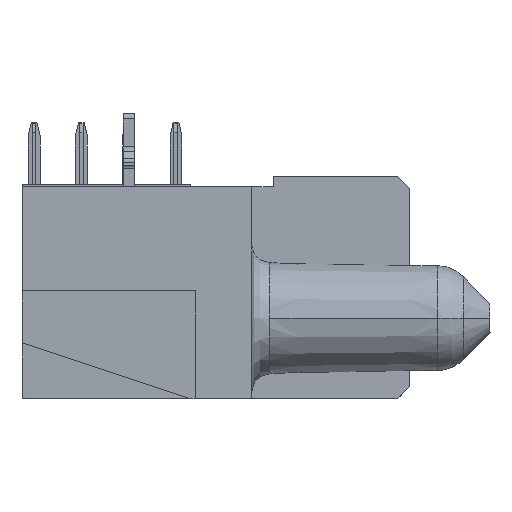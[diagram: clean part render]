
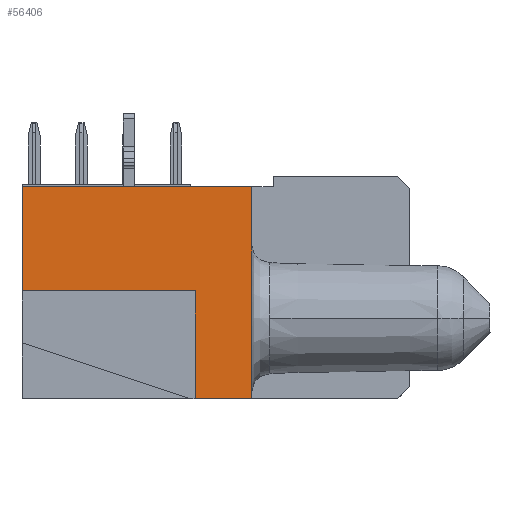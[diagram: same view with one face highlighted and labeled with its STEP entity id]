
A CAD part, left-side view. The second image highlights one B-rep face of the part: STEP entity #56406.
In plain terms, the highlighted planar face has unit normal (-1, 0, 0).
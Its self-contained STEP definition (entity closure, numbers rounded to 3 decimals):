
#50914=CARTESIAN_POINT('',(7.62,11.53,-5.97));
#50915=VERTEX_POINT('',#50914);
#50922=CARTESIAN_POINT('',(7.62,11.53,-0.18));
#50923=VERTEX_POINT('',#50922);
#50924=CARTESIAN_POINT('',(7.62,11.53,-5.97));
#50925=DIRECTION('',(0.,0.,1.));
#50926=VECTOR('',#50925,5.79);
#50927=LINE('',#50924,#50926);
#50928=EDGE_CURVE('',#50915,#50923,#50927,.T.);
#56207=CARTESIAN_POINT('',(7.62,8.5,5.41));
#56208=VERTEX_POINT('',#56207);
#56209=CARTESIAN_POINT('',(7.62,8.5,-5.97));
#56210=VERTEX_POINT('',#56209);
#56211=CARTESIAN_POINT('',(7.62,8.5,5.41));
#56212=DIRECTION('',(0.,0.,-1.));
#56213=VECTOR('',#56212,11.38);
#56214=LINE('',#56211,#56213);
#56215=EDGE_CURVE('',#56208,#56210,#56214,.T.);
#56369=CARTESIAN_POINT('',(7.62,20.83,-5.97));
#56370=DIRECTION('',(0.,-1.,0.));
#56371=DIRECTION('',(-1.,0.,0.));
#56372=AXIS2_PLACEMENT_3D('',#56369,#56371,#56370);
#56373=PLANE('',#56372);
#56374=CARTESIAN_POINT('',(7.62,20.83,-0.18));
#56375=VERTEX_POINT('',#56374);
#56376=CARTESIAN_POINT('',(7.62,20.83,5.41));
#56377=VERTEX_POINT('',#56376);
#56378=CARTESIAN_POINT('',(7.62,20.83,-0.18));
#56379=DIRECTION('',(0.,0.,1.));
#56380=VECTOR('',#56379,5.59);
#56381=LINE('',#56378,#56380);
#56382=EDGE_CURVE('',#56375,#56377,#56381,.T.);
#56383=ORIENTED_EDGE('',*,*,#56382,.F.);
#56384=CARTESIAN_POINT('',(7.62,20.83,-0.18));
#56385=DIRECTION('',(0.,-1.,0.));
#56386=VECTOR('',#56385,9.3);
#56387=LINE('',#56384,#56386);
#56388=EDGE_CURVE('',#56375,#50923,#56387,.T.);
#56389=ORIENTED_EDGE('',*,*,#56388,.T.);
#56390=ORIENTED_EDGE('',*,*,#50928,.F.);
#56391=CARTESIAN_POINT('',(7.62,8.5,-5.97));
#56392=DIRECTION('',(0.,1.,0.));
#56393=VECTOR('',#56392,3.03);
#56394=LINE('',#56391,#56393);
#56395=EDGE_CURVE('',#56210,#50915,#56394,.T.);
#56396=ORIENTED_EDGE('',*,*,#56395,.F.);
#56397=ORIENTED_EDGE('',*,*,#56215,.F.);
#56398=CARTESIAN_POINT('',(7.62,8.5,5.41));
#56399=DIRECTION('',(0.,1.,0.));
#56400=VECTOR('',#56399,12.33);
#56401=LINE('',#56398,#56400);
#56402=EDGE_CURVE('',#56208,#56377,#56401,.T.);
#56403=ORIENTED_EDGE('',*,*,#56402,.T.);
#56404=EDGE_LOOP('',(#56383,#56389,#56390,#56396,#56397,#56403));
#56405=FACE_OUTER_BOUND('',#56404,.T.);
#56406=ADVANCED_FACE('',(#56405),#56373,.T.);
